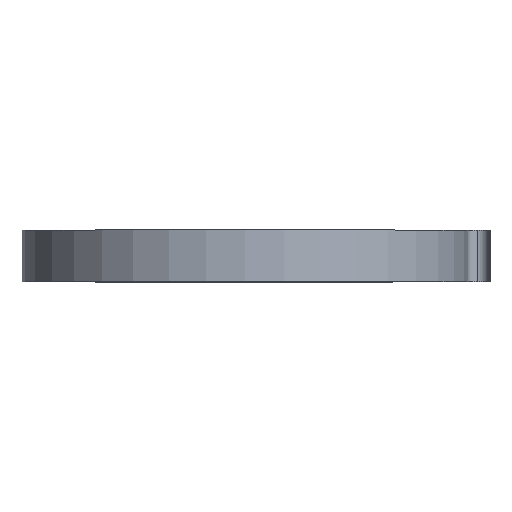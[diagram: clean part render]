
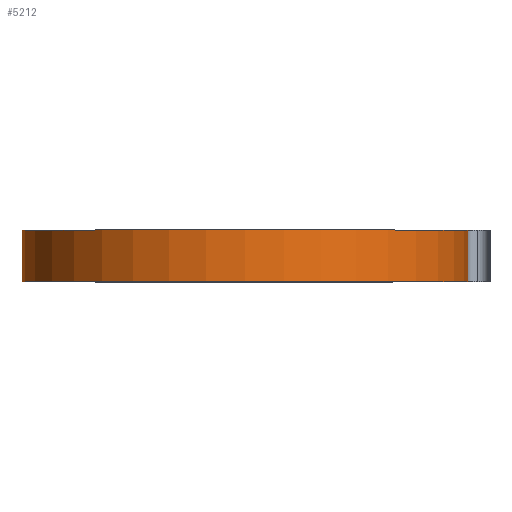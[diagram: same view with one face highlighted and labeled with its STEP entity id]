
A CAD part, top view. The second image highlights one B-rep face of the part: STEP entity #5212.
In plain terms, the highlighted cylindrical face has radius 64.999 mm (diameter 129.998 mm), a partial arc.
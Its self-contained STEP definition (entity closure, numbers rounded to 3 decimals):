
#131 = DIRECTION ( 'NONE',  ( 0., 1., 0. ) ) ;
#406 = EDGE_CURVE ( 'NONE', #2609, #6339, #1779, .T. ) ;
#484 = CARTESIAN_POINT ( 'NONE',  ( 64.999, 15., 0. ) ) ;
#878 = ORIENTED_EDGE ( 'NONE', *, *, #3533, .F. ) ;
#1094 = VERTEX_POINT ( 'NONE', #2082 ) ;
#1494 = LINE ( 'NONE', #6221, #6052 ) ;
#1652 = DIRECTION ( 'NONE',  ( 0., -1., 0. ) ) ;
#1779 = LINE ( 'NONE', #1847, #5665 ) ;
#1847 = CARTESIAN_POINT ( 'NONE',  ( -64.999, 15., 0. ) ) ;
#2082 = CARTESIAN_POINT ( 'NONE',  ( 64.999, 0., 0. ) ) ;
#2155 = CIRCLE ( 'NONE', #6580, 64.999 ) ;
#2171 = AXIS2_PLACEMENT_3D ( 'NONE', #3639, #4561, #4589 ) ;
#2345 = AXIS2_PLACEMENT_3D ( 'NONE', #4538, #5636, #6601 ) ;
#2478 = FACE_OUTER_BOUND ( 'NONE', #3246, .T. ) ;
#2537 = ORIENTED_EDGE ( 'NONE', *, *, #2801, .T. ) ;
#2609 = VERTEX_POINT ( 'NONE', #5481 ) ;
#2639 = VERTEX_POINT ( 'NONE', #484 ) ;
#2801 = EDGE_CURVE ( 'NONE', #6339, #1094, #2155, .T. ) ;
#3246 = EDGE_LOOP ( 'NONE', ( #2537, #5549, #878, #5279 ) ) ;
#3427 = CARTESIAN_POINT ( 'NONE',  ( -64.999, 0., 0. ) ) ;
#3533 = EDGE_CURVE ( 'NONE', #2609, #2639, #3560, .T. ) ;
#3560 = CIRCLE ( 'NONE', #2171, 64.999 ) ;
#3639 = CARTESIAN_POINT ( 'NONE',  ( 0., 15., 0. ) ) ;
#4167 = DIRECTION ( 'NONE',  ( 0., -1., 0. ) ) ;
#4538 = CARTESIAN_POINT ( 'NONE',  ( 0., 15., 0. ) ) ;
#4561 = DIRECTION ( 'NONE',  ( 0., 1., 0. ) ) ;
#4589 = DIRECTION ( 'NONE',  ( 1., 0., 0. ) ) ;
#5212 = ADVANCED_FACE ( 'NONE', ( #2478 ), #5539, .T. ) ;
#5279 = ORIENTED_EDGE ( 'NONE', *, *, #406, .T. ) ;
#5481 = CARTESIAN_POINT ( 'NONE',  ( -64.999, 15., 0. ) ) ;
#5539 = CYLINDRICAL_SURFACE ( 'NONE', #2345, 64.999 ) ;
#5549 = ORIENTED_EDGE ( 'NONE', *, *, #6442, .F. ) ;
#5636 = DIRECTION ( 'NONE',  ( 0., -1., 0. ) ) ;
#5665 = VECTOR ( 'NONE', #1652, 1000. ) ;
#5813 = CARTESIAN_POINT ( 'NONE',  ( 0., 0., 0. ) ) ;
#5879 = DIRECTION ( 'NONE',  ( 1., 0., 0. ) ) ;
#6052 = VECTOR ( 'NONE', #4167, 1000. ) ;
#6221 = CARTESIAN_POINT ( 'NONE',  ( 64.999, 15., 0. ) ) ;
#6339 = VERTEX_POINT ( 'NONE', #3427 ) ;
#6442 = EDGE_CURVE ( 'NONE', #2639, #1094, #1494, .T. ) ;
#6580 = AXIS2_PLACEMENT_3D ( 'NONE', #5813, #131, #5879 ) ;
#6601 = DIRECTION ( 'NONE',  ( 0., 0., -1. ) ) ;
